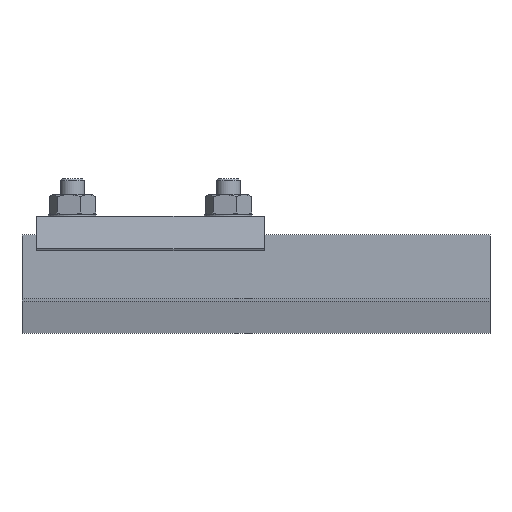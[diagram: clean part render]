
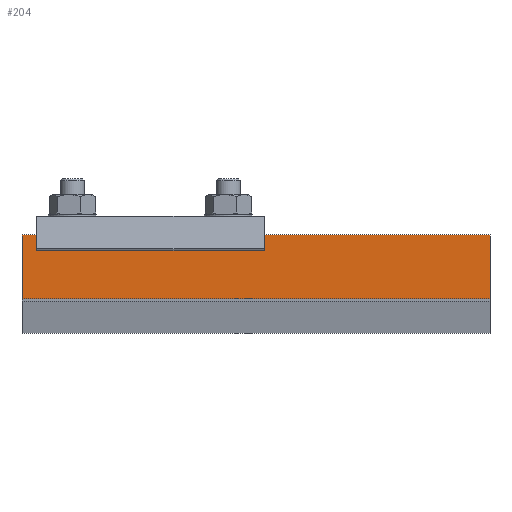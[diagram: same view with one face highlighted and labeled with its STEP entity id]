
A CAD part, left-side view. The second image highlights one B-rep face of the part: STEP entity #204.
In plain terms, the highlighted face is planar.
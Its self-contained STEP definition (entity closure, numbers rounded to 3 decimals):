
#13=DIRECTION('',(0.,-1.,0.));
#14=VECTOR('',#13,36.);
#15=CARTESIAN_POINT('',(0.,0.,195.));
#16=LINE('',#15,#14);
#45=DIRECTION('',(0.,-1.,0.));
#46=VECTOR('',#45,36.);
#47=CARTESIAN_POINT('',(0.,0.,0.));
#48=LINE('',#47,#46);
#49=DIRECTION('',(0.,0.,1.));
#50=VECTOR('',#49,195.);
#51=CARTESIAN_POINT('',(0.,-36.,0.));
#52=LINE('',#51,#50);
#53=DIRECTION('',(0.,0.,1.));
#54=VECTOR('',#53,195.);
#55=CARTESIAN_POINT('',(0.,0.,0.));
#56=LINE('',#55,#54);
#105=CARTESIAN_POINT('',(0.,0.,0.));
#106=CARTESIAN_POINT('',(0.,0.,195.));
#107=VERTEX_POINT('',#105);
#108=VERTEX_POINT('',#106);
#117=CARTESIAN_POINT('',(0.,-36.,0.));
#118=CARTESIAN_POINT('',(0.,-36.,195.));
#119=VERTEX_POINT('',#117);
#120=VERTEX_POINT('',#118);
#191=CARTESIAN_POINT('',(0.,0.,195.));
#192=DIRECTION('',(1.,0.,0.));
#193=DIRECTION('',(0.,1.,0.));
#194=AXIS2_PLACEMENT_3D('',#191,#192,#193);
#195=PLANE('',#194);
#196=ORIENTED_EDGE('',*,*,#173,.T.);
#198=ORIENTED_EDGE('',*,*,#197,.T.);
#199=ORIENTED_EDGE('',*,*,#140,.F.);
#201=ORIENTED_EDGE('',*,*,#200,.F.);
#202=EDGE_LOOP('',(#196,#198,#199,#201));
#203=FACE_OUTER_BOUND('',#202,.F.);
#204=ADVANCED_FACE('',(#203),#195,.T.);
#140=EDGE_CURVE('',#108,#120,#16,.T.);
#173=EDGE_CURVE('',#107,#119,#48,.T.);
#197=EDGE_CURVE('',#119,#120,#52,.T.);
#200=EDGE_CURVE('',#107,#108,#56,.T.);
